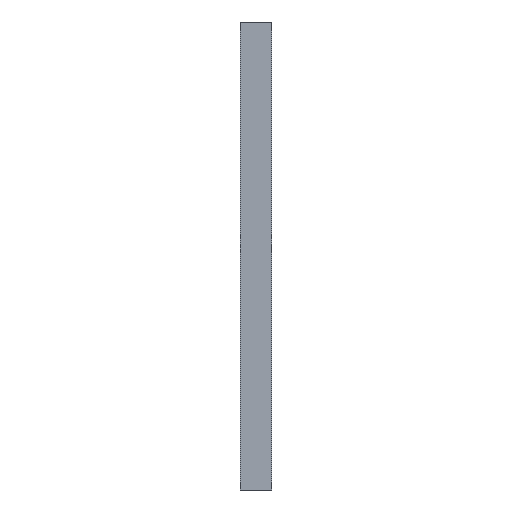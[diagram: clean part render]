
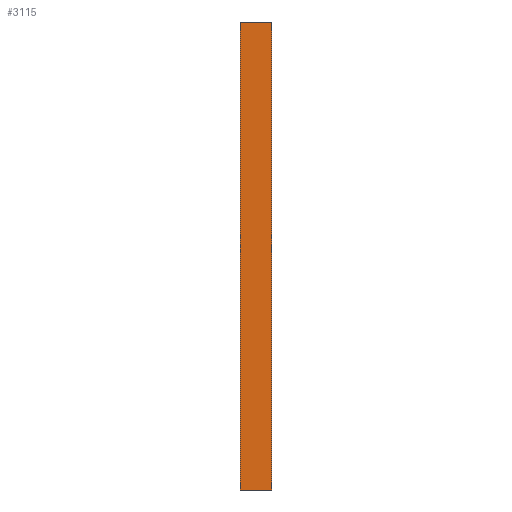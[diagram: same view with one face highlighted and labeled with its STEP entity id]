
A CAD part, left-side view. The second image highlights one B-rep face of the part: STEP entity #3115.
In plain terms, the highlighted planar face has unit normal (-1, 0, 0).
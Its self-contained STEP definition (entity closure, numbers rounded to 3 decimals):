
#10 = FACE_OUTER_BOUND ( 'NONE', #7547, .T. ) ;
#201 = DIRECTION ( 'NONE',  ( 0., 0., 1. ) ) ;
#558 = VECTOR ( 'NONE', #9387, 1000. ) ;
#654 = VERTEX_POINT ( 'NONE', #8248 ) ;
#811 = LINE ( 'NONE', #8680, #558 ) ;
#888 = AXIS2_PLACEMENT_3D ( 'NONE', #5558, #4013, #4761 ) ;
#1004 = CARTESIAN_POINT ( 'NONE',  ( -75., 10., -75. ) ) ;
#1274 = LINE ( 'NONE', #6807, #8175 ) ;
#1328 = ORIENTED_EDGE ( 'NONE', *, *, #3200, .F. ) ;
#1983 = DIRECTION ( 'NONE',  ( 0., -1., 0. ) ) ;
#2129 = EDGE_CURVE ( 'NONE', #654, #8772, #1274, .T. ) ;
#2362 = CARTESIAN_POINT ( 'NONE',  ( -75., 0., -75. ) ) ;
#3115 = ADVANCED_FACE ( 'NONE', ( #10 ), #9576, .F. ) ;
#3129 = VERTEX_POINT ( 'NONE', #2362 ) ;
#3200 = EDGE_CURVE ( 'NONE', #10187, #654, #3403, .T. ) ;
#3399 = CARTESIAN_POINT ( 'NONE',  ( -75., 0., 75. ) ) ;
#3403 = LINE ( 'NONE', #1004, #5020 ) ;
#3464 = ORIENTED_EDGE ( 'NONE', *, *, #4407, .T. ) ;
#3666 = LINE ( 'NONE', #5025, #7795 ) ;
#3938 = ORIENTED_EDGE ( 'NONE', *, *, #4011, .T. ) ;
#4011 = EDGE_CURVE ( 'NONE', #3129, #8772, #3666, .T. ) ;
#4013 = DIRECTION ( 'NONE',  ( 1., 0., 0. ) ) ;
#4407 = EDGE_CURVE ( 'NONE', #10187, #3129, #811, .T. ) ;
#4761 = DIRECTION ( 'NONE',  ( 0., 0., -1. ) ) ;
#5020 = VECTOR ( 'NONE', #201, 1000. ) ;
#5025 = CARTESIAN_POINT ( 'NONE',  ( -75., 0., -75. ) ) ;
#5558 = CARTESIAN_POINT ( 'NONE',  ( -75., 10., -75. ) ) ;
#5813 = DIRECTION ( 'NONE',  ( 0., 0., 1. ) ) ;
#6807 = CARTESIAN_POINT ( 'NONE',  ( -75., 10., 75. ) ) ;
#7547 = EDGE_LOOP ( 'NONE', ( #3938, #8816, #1328, #3464 ) ) ;
#7795 = VECTOR ( 'NONE', #5813, 1000. ) ;
#8175 = VECTOR ( 'NONE', #1983, 1000. ) ;
#8248 = CARTESIAN_POINT ( 'NONE',  ( -75., 10., 75. ) ) ;
#8680 = CARTESIAN_POINT ( 'NONE',  ( -75., 10., -75. ) ) ;
#8772 = VERTEX_POINT ( 'NONE', #3399 ) ;
#8816 = ORIENTED_EDGE ( 'NONE', *, *, #2129, .F. ) ;
#9387 = DIRECTION ( 'NONE',  ( 0., -1., 0. ) ) ;
#9576 = PLANE ( 'NONE',  #888 ) ;
#10137 = CARTESIAN_POINT ( 'NONE',  ( -75., 10., -75. ) ) ;
#10187 = VERTEX_POINT ( 'NONE', #10137 ) ;
